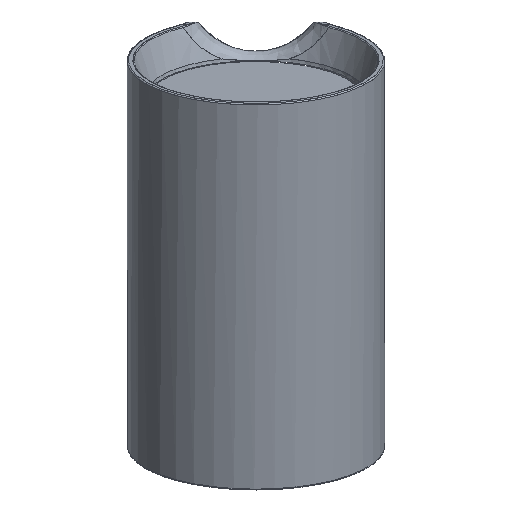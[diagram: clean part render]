
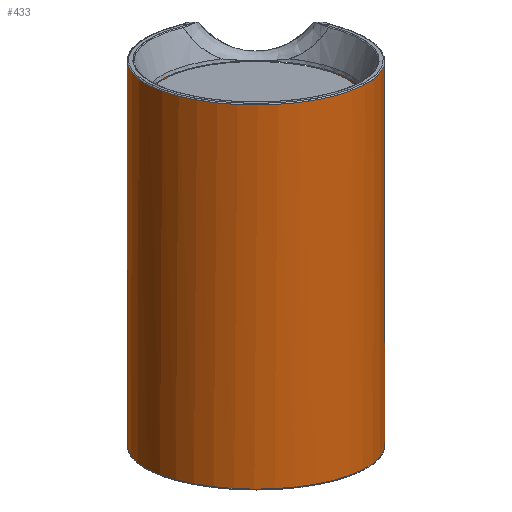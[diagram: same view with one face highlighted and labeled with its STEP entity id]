
A CAD part, top view. The second image highlights one B-rep face of the part: STEP entity #433.
In plain terms, the highlighted free-form (B-spline) face has degree [2, 1] with [9, 2] control points.
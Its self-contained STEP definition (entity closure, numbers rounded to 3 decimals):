
#433=ADVANCED_FACE('',(#579),#3432,.T.);
#579=FACE_OUTER_BOUND('',#731,.T.);
#731=EDGE_LOOP('',(#1355,#1356,#1357,#1358));
#1355=ORIENTED_EDGE('',*,*,#1998,.T.);
#1356=ORIENTED_EDGE('',*,*,#1999,.T.);
#1357=ORIENTED_EDGE('',*,*,#2000,.T.);
#1358=ORIENTED_EDGE('',*,*,#2001,.T.);
#1998=EDGE_CURVE('',#3274,#3275,#2650,.T.);
#1999=EDGE_CURVE('',#3275,#3276,#2379,.T.);
#2000=EDGE_CURVE('',#3276,#3277,#2651,.T.);
#2001=EDGE_CURVE('',#3277,#3274,#2380,.T.);
#2379=(
BOUNDED_CURVE()
B_SPLINE_CURVE(2,(#10277,#10278,#10279,#10280,#10281,#10282,#10283,#10284,
#10285),.UNSPECIFIED.,.F.,.F.)
B_SPLINE_CURVE_WITH_KNOTS((3,2,2,2,3),(0.,61.968,123.936,
185.904,247.872),.UNSPECIFIED.)
CURVE()
GEOMETRIC_REPRESENTATION_ITEM()
RATIONAL_B_SPLINE_CURVE((1.,0.814,1.,0.814,1.,0.814,
1.,0.814,1.))
REPRESENTATION_ITEM('')
);
#2380=(
BOUNDED_CURVE()
B_SPLINE_CURVE(2,(#10288,#10289,#10290,#10291,#10292,#10293,#10294,#10295,
#10296),.UNSPECIFIED.,.F.,.F.)
B_SPLINE_CURVE_WITH_KNOTS((3,2,2,2,3),(0.,61.968,123.936,
185.904,247.872),.UNSPECIFIED.)
CURVE()
GEOMETRIC_REPRESENTATION_ITEM()
RATIONAL_B_SPLINE_CURVE((1.,0.814,1.,0.814,1.,0.814,
1.,0.814,1.))
REPRESENTATION_ITEM('')
);
#2650=B_SPLINE_CURVE_WITH_KNOTS('',1,(#10275,#10276),.UNSPECIFIED.,.F.,
 .F.,(2,2),(0.,158.627),.UNSPECIFIED.);
#2651=B_SPLINE_CURVE_WITH_KNOTS('',1,(#10286,#10287),.UNSPECIFIED.,.F.,
 .F.,(2,2),(0.,158.627),.UNSPECIFIED.);
#3274=VERTEX_POINT('',#10271);
#3275=VERTEX_POINT('',#10272);
#3276=VERTEX_POINT('',#10273);
#3277=VERTEX_POINT('',#10274);
#3432=(
BOUNDED_SURFACE()
B_SPLINE_SURFACE(2,1,((#10253,#10254),(#10255,#10256),(#10257,#10258),(#10259,
#10260),(#10261,#10262),(#10263,#10264),(#10265,#10266),(#10267,#10268),
(#10269,#10270)),.UNSPECIFIED.,.T.,.F.,.F.)
B_SPLINE_SURFACE_WITH_KNOTS((3,2,2,2,3),(2,2),(0.,78.54,157.08,
235.619,314.159),(0.,260.242),.UNSPECIFIED.)
GEOMETRIC_REPRESENTATION_ITEM()
RATIONAL_B_SPLINE_SURFACE(((1.,1.),(0.707,0.707),
(1.,1.),(0.707,0.707),(1.,1.),(0.707,
0.707),(1.,1.),(0.707,0.707),(1.,1.)))
REPRESENTATION_ITEM('')
SURFACE()
);
#10253=CARTESIAN_POINT('',(0.,124.565,115.075));
#10254=CARTESIAN_POINT('',(0.,-119.983,26.067));
#10255=CARTESIAN_POINT('',(50.,124.565,115.075));
#10256=CARTESIAN_POINT('',(50.,-119.983,26.067));
#10257=CARTESIAN_POINT('',(50.,107.464,162.06));
#10258=CARTESIAN_POINT('',(50.,-137.084,73.052));
#10259=CARTESIAN_POINT('',(50.,90.363,209.044));
#10260=CARTESIAN_POINT('',(50.,-154.185,120.036));
#10261=CARTESIAN_POINT('',(0.,90.363,209.044));
#10262=CARTESIAN_POINT('',(0.,-154.185,120.036));
#10263=CARTESIAN_POINT('',(-50.,90.363,209.044));
#10264=CARTESIAN_POINT('',(-50.,-154.185,120.036));
#10265=CARTESIAN_POINT('',(-50.,107.464,162.06));
#10266=CARTESIAN_POINT('',(-50.,-137.084,73.052));
#10267=CARTESIAN_POINT('',(-50.,124.565,115.075));
#10268=CARTESIAN_POINT('',(-50.,-119.983,26.067));
#10269=CARTESIAN_POINT('',(0.,124.565,115.075));
#10270=CARTESIAN_POINT('',(0.,-119.983,26.067));
#10271=CARTESIAN_POINT('',(30.769,-75.861,53.394));
#10272=CARTESIAN_POINT('',(30.769,73.2,107.648));
#10273=CARTESIAN_POINT('',(-30.769,73.2,107.648));
#10274=CARTESIAN_POINT('',(-30.769,-75.861,53.394));
#10275=CARTESIAN_POINT('',(30.769,-75.861,53.394));
#10276=CARTESIAN_POINT('',(30.769,73.2,107.648));
#10277=CARTESIAN_POINT('',(30.769,73.2,107.648));
#10278=CARTESIAN_POINT('',(58.886,65.692,128.275));
#10279=CARTESIAN_POINT('',(47.279,54.156,159.971));
#10280=CARTESIAN_POINT('',(35.671,42.619,191.667));
#10281=CARTESIAN_POINT('',(0.,42.619,191.667));
#10282=CARTESIAN_POINT('',(-35.671,42.619,191.667));
#10283=CARTESIAN_POINT('',(-47.279,54.156,159.971));
#10284=CARTESIAN_POINT('',(-58.886,65.692,128.275));
#10285=CARTESIAN_POINT('',(-30.769,73.2,107.648));
#10286=CARTESIAN_POINT('',(-30.769,73.2,107.648));
#10287=CARTESIAN_POINT('',(-30.769,-75.861,53.394));
#10288=CARTESIAN_POINT('',(-30.769,-75.861,53.394));
#10289=CARTESIAN_POINT('',(-58.886,-83.368,74.022));
#10290=CARTESIAN_POINT('',(-47.279,-94.905,105.718));
#10291=CARTESIAN_POINT('',(-35.671,-106.441,137.413));
#10292=CARTESIAN_POINT('',(0.,-106.441,137.413));
#10293=CARTESIAN_POINT('',(35.671,-106.441,137.413));
#10294=CARTESIAN_POINT('',(47.279,-94.905,105.718));
#10295=CARTESIAN_POINT('',(58.886,-83.368,74.022));
#10296=CARTESIAN_POINT('',(30.769,-75.861,53.394));
